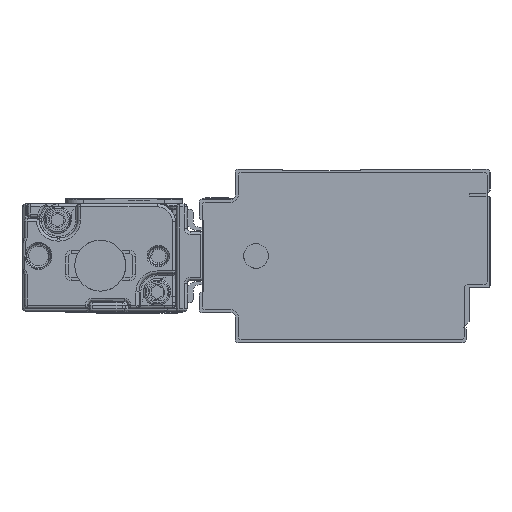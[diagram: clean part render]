
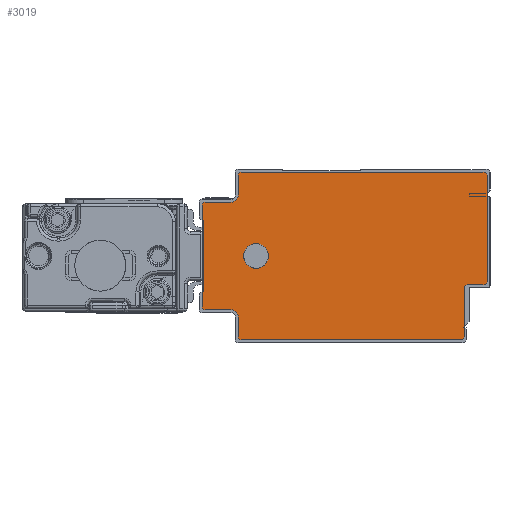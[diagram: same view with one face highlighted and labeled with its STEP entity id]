
A CAD part, left-side view. The second image highlights one B-rep face of the part: STEP entity #3019.
In plain terms, the highlighted planar face has unit normal (-1, 0, 0).
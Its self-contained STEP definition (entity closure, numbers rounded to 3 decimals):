
#1443=AXIS2_PLACEMENT_3D('Circle Axis2P3D',#1441,#1442,$) ;
#1481=AXIS2_PLACEMENT_3D('Circle Axis2P3D',#1479,#1480,$) ;
#1519=AXIS2_PLACEMENT_3D('Circle Axis2P3D',#1517,#1518,$) ;
#1557=AXIS2_PLACEMENT_3D('Circle Axis2P3D',#1555,#1556,$) ;
#2902=AXIS2_PLACEMENT_3D('Plane Axis2P3D',#2899,#2900,#2901) ;
#2906=AXIS2_PLACEMENT_3D('Circle Axis2P3D',#2904,#2905,$) ;
#2920=AXIS2_PLACEMENT_3D('Circle Axis2P3D',#2918,#2919,$) ;
#2934=AXIS2_PLACEMENT_3D('Circle Axis2P3D',#2932,#2933,$) ;
#2948=AXIS2_PLACEMENT_3D('Circle Axis2P3D',#2946,#2947,$) ;
#2962=AXIS2_PLACEMENT_3D('Circle Axis2P3D',#2960,#2961,$) ;
#2976=AXIS2_PLACEMENT_3D('Circle Axis2P3D',#2974,#2975,$) ;
#3003=AXIS2_PLACEMENT_3D('Circle Axis2P3D',#3001,#3002,$) ;
#3012=AXIS2_PLACEMENT_3D('Circle Axis2P3D',#3010,#3011,$) ;
#1399=CARTESIAN_POINT('Line Origine',(-775.5,44.,14.5)) ;
#1403=CARTESIAN_POINT('Vertex',(-775.5,44.,6.)) ;
#1405=CARTESIAN_POINT('Vertex',(-775.5,44.,23.)) ;
#1441=CARTESIAN_POINT('Axis2P3D Location',(-775.5,43.5,23.)) ;
#1445=CARTESIAN_POINT('Vertex',(-775.5,43.5,23.5)) ;
#1460=CARTESIAN_POINT('Line Origine',(-775.5,41.25,23.5)) ;
#1464=CARTESIAN_POINT('Vertex',(-775.5,39.,23.5)) ;
#1479=CARTESIAN_POINT('Axis2P3D Location',(-775.5,39.,24.5)) ;
#1483=CARTESIAN_POINT('Vertex',(-775.5,38.,24.5)) ;
#1498=CARTESIAN_POINT('Line Origine',(-775.5,38.,26.25)) ;
#1502=CARTESIAN_POINT('Vertex',(-775.5,38.,28.)) ;
#1517=CARTESIAN_POINT('Axis2P3D Location',(-775.5,37.5,28.)) ;
#1521=CARTESIAN_POINT('Vertex',(-775.5,37.5,28.5)) ;
#1536=CARTESIAN_POINT('Line Origine',(-775.5,17.25,28.5)) ;
#1540=CARTESIAN_POINT('Vertex',(-775.5,-3.,28.5)) ;
#1555=CARTESIAN_POINT('Axis2P3D Location',(-775.5,-3.,28.)) ;
#1559=CARTESIAN_POINT('Vertex',(-775.5,-3.5,28.)) ;
#1574=CARTESIAN_POINT('Line Origine',(-775.5,-3.5,19.1)) ;
#1578=CARTESIAN_POINT('Vertex',(-775.5,-3.5,10.2)) ;
#2899=CARTESIAN_POINT('Axis2P3D Location',(-775.5,0.,0.)) ;
#2904=CARTESIAN_POINT('Axis2P3D Location',(-775.5,43.5,6.)) ;
#2908=CARTESIAN_POINT('Vertex',(-775.5,43.5,5.5)) ;
#2911=CARTESIAN_POINT('Line Origine',(-775.5,41.25,5.5)) ;
#2915=CARTESIAN_POINT('Vertex',(-775.5,39.,5.5)) ;
#2918=CARTESIAN_POINT('Axis2P3D Location',(-775.5,39.,4.5)) ;
#2922=CARTESIAN_POINT('Vertex',(-775.5,38.,4.5)) ;
#2925=CARTESIAN_POINT('Line Origine',(-775.5,38.,2.75)) ;
#2929=CARTESIAN_POINT('Vertex',(-775.5,38.,1.)) ;
#2932=CARTESIAN_POINT('Axis2P3D Location',(-775.5,37.5,1.)) ;
#2936=CARTESIAN_POINT('Vertex',(-775.5,37.5,0.5)) ;
#2939=CARTESIAN_POINT('Line Origine',(-775.5,19.15,0.5)) ;
#2943=CARTESIAN_POINT('Vertex',(-775.5,0.8,0.5)) ;
#2946=CARTESIAN_POINT('Axis2P3D Location',(-775.5,0.8,1.)) ;
#2950=CARTESIAN_POINT('Vertex',(-775.5,0.3,1.)) ;
#2953=CARTESIAN_POINT('Line Origine',(-775.5,0.3,5.1)) ;
#2957=CARTESIAN_POINT('Vertex',(-775.5,0.3,9.2)) ;
#2960=CARTESIAN_POINT('Axis2P3D Location',(-775.5,-0.2,9.2)) ;
#2964=CARTESIAN_POINT('Vertex',(-775.5,-0.2,9.7)) ;
#2967=CARTESIAN_POINT('Line Origine',(-775.5,-1.6,9.7)) ;
#2971=CARTESIAN_POINT('Vertex',(-775.5,-3.,9.7)) ;
#2974=CARTESIAN_POINT('Axis2P3D Location',(-775.5,-3.,10.2)) ;
#3001=CARTESIAN_POINT('Axis2P3D Location',(-775.5,35.,14.5)) ;
#3005=CARTESIAN_POINT('Vertex',(-775.5,33.186,13.509)) ;
#3007=CARTESIAN_POINT('Vertex',(-775.5,36.814,15.491)) ;
#3010=CARTESIAN_POINT('Axis2P3D Location',(-775.5,35.,14.5)) ;
#1400=DIRECTION('Vector Direction',(0.,0.,1.)) ;
#1442=DIRECTION('Axis2P3D Direction',(1.,0.,0.)) ;
#1461=DIRECTION('Vector Direction',(0.,1.,0.)) ;
#1480=DIRECTION('Axis2P3D Direction',(1.,0.,0.)) ;
#1499=DIRECTION('Vector Direction',(0.,0.,1.)) ;
#1518=DIRECTION('Axis2P3D Direction',(1.,0.,0.)) ;
#1537=DIRECTION('Vector Direction',(0.,1.,0.)) ;
#1556=DIRECTION('Axis2P3D Direction',(1.,0.,-0.)) ;
#1575=DIRECTION('Vector Direction',(0.,0.,-1.)) ;
#2900=DIRECTION('Axis2P3D Direction',(1.,0.,0.)) ;
#2901=DIRECTION('Axis2P3D XDirection',(0.,1.,0.)) ;
#2905=DIRECTION('Axis2P3D Direction',(1.,0.,0.)) ;
#2912=DIRECTION('Vector Direction',(0.,-1.,0.)) ;
#2919=DIRECTION('Axis2P3D Direction',(1.,0.,0.)) ;
#2926=DIRECTION('Vector Direction',(0.,0.,1.)) ;
#2933=DIRECTION('Axis2P3D Direction',(1.,0.,0.)) ;
#2940=DIRECTION('Vector Direction',(0.,-1.,0.)) ;
#2947=DIRECTION('Axis2P3D Direction',(1.,0.,0.)) ;
#2954=DIRECTION('Vector Direction',(0.,0.,-1.)) ;
#2961=DIRECTION('Axis2P3D Direction',(1.,0.,0.)) ;
#2968=DIRECTION('Vector Direction',(0.,1.,0.)) ;
#2975=DIRECTION('Axis2P3D Direction',(1.,0.,0.)) ;
#3002=DIRECTION('Axis2P3D Direction',(1.,0.,0.)) ;
#3011=DIRECTION('Axis2P3D Direction',(1.,0.,0.)) ;
#1401=VECTOR('Line Direction',#1400,1.) ;
#1462=VECTOR('Line Direction',#1461,1.) ;
#1500=VECTOR('Line Direction',#1499,1.) ;
#1538=VECTOR('Line Direction',#1537,1.) ;
#1576=VECTOR('Line Direction',#1575,1.) ;
#2913=VECTOR('Line Direction',#2912,1.) ;
#2927=VECTOR('Line Direction',#2926,1.) ;
#2941=VECTOR('Line Direction',#2940,1.) ;
#2955=VECTOR('Line Direction',#2954,1.) ;
#2969=VECTOR('Line Direction',#2968,1.) ;
#2980=ORIENTED_EDGE('',*,*,#1542,.F.) ;
#2981=ORIENTED_EDGE('',*,*,#1523,.F.) ;
#2982=ORIENTED_EDGE('',*,*,#1504,.F.) ;
#2983=ORIENTED_EDGE('',*,*,#1485,.F.) ;
#2984=ORIENTED_EDGE('',*,*,#1466,.F.) ;
#2985=ORIENTED_EDGE('',*,*,#1447,.F.) ;
#2986=ORIENTED_EDGE('',*,*,#1407,.F.) ;
#2987=ORIENTED_EDGE('',*,*,#2910,.F.) ;
#2988=ORIENTED_EDGE('',*,*,#2917,.F.) ;
#2989=ORIENTED_EDGE('',*,*,#2924,.F.) ;
#2990=ORIENTED_EDGE('',*,*,#2931,.F.) ;
#2991=ORIENTED_EDGE('',*,*,#2938,.F.) ;
#2992=ORIENTED_EDGE('',*,*,#2945,.F.) ;
#2993=ORIENTED_EDGE('',*,*,#2952,.F.) ;
#2994=ORIENTED_EDGE('',*,*,#2959,.F.) ;
#2995=ORIENTED_EDGE('',*,*,#2966,.F.) ;
#2996=ORIENTED_EDGE('',*,*,#2973,.F.) ;
#2997=ORIENTED_EDGE('',*,*,#2978,.F.) ;
#2998=ORIENTED_EDGE('',*,*,#1580,.F.) ;
#2999=ORIENTED_EDGE('',*,*,#1561,.F.) ;
#3016=ORIENTED_EDGE('',*,*,#3009,.T.) ;
#3017=ORIENTED_EDGE('',*,*,#3014,.T.) ;
#3018=FACE_BOUND('',#3015,.T.) ;
#3019=ADVANCED_FACE('\X2\FF8EFF9EFF83FF9EFF68FF70\X0\.2',(#3000,#3018),#2903,.F.) ;
#1444=CIRCLE('generated circle',#1443,0.5) ;
#1482=CIRCLE('generated circle',#1481,1.) ;
#1520=CIRCLE('generated circle',#1519,0.5) ;
#1558=CIRCLE('generated circle',#1557,0.5) ;
#2907=CIRCLE('generated circle',#2906,0.5) ;
#2921=CIRCLE('generated circle',#2920,1.) ;
#2935=CIRCLE('generated circle',#2934,0.5) ;
#2949=CIRCLE('generated circle',#2948,0.5) ;
#2963=CIRCLE('generated circle',#2962,0.5) ;
#2977=CIRCLE('generated circle',#2976,0.5) ;
#3004=CIRCLE('generated circle',#3003,2.067) ;
#3013=CIRCLE('generated circle',#3012,2.067) ;
#1407=EDGE_CURVE('',#1404,#1406,#1402,.T.) ;
#1447=EDGE_CURVE('',#1406,#1446,#1444,.T.) ;
#1466=EDGE_CURVE('',#1446,#1465,#1463,.F.) ;
#1485=EDGE_CURVE('',#1465,#1484,#1482,.F.) ;
#1504=EDGE_CURVE('',#1484,#1503,#1501,.T.) ;
#1523=EDGE_CURVE('',#1503,#1522,#1520,.T.) ;
#1542=EDGE_CURVE('',#1522,#1541,#1539,.F.) ;
#1561=EDGE_CURVE('',#1541,#1560,#1558,.T.) ;
#1580=EDGE_CURVE('',#1560,#1579,#1577,.T.) ;
#2910=EDGE_CURVE('',#2909,#1404,#2907,.T.) ;
#2917=EDGE_CURVE('',#2916,#2909,#2914,.F.) ;
#2924=EDGE_CURVE('',#2923,#2916,#2921,.F.) ;
#2931=EDGE_CURVE('',#2930,#2923,#2928,.T.) ;
#2938=EDGE_CURVE('',#2937,#2930,#2935,.T.) ;
#2945=EDGE_CURVE('',#2944,#2937,#2942,.F.) ;
#2952=EDGE_CURVE('',#2951,#2944,#2949,.T.) ;
#2959=EDGE_CURVE('',#2958,#2951,#2956,.T.) ;
#2966=EDGE_CURVE('',#2965,#2958,#2963,.F.) ;
#2973=EDGE_CURVE('',#2972,#2965,#2970,.T.) ;
#2978=EDGE_CURVE('',#1579,#2972,#2977,.T.) ;
#3009=EDGE_CURVE('',#3006,#3008,#3004,.T.) ;
#3014=EDGE_CURVE('',#3008,#3006,#3013,.T.) ;
#2979=EDGE_LOOP('',(#2980,#2981,#2982,#2983,#2984,#2985,#2986,#2987,#2988,#2989,#2990,#2991,#2992,#2993,#2994,#2995,#2996,#2997,#2998,#2999)) ;
#3015=EDGE_LOOP('',(#3016,#3017)) ;
#3000=FACE_OUTER_BOUND('',#2979,.T.) ;
#1402=LINE('Line',#1399,#1401) ;
#1463=LINE('Line',#1460,#1462) ;
#1501=LINE('Line',#1498,#1500) ;
#1539=LINE('Line',#1536,#1538) ;
#1577=LINE('Line',#1574,#1576) ;
#2914=LINE('Line',#2911,#2913) ;
#2928=LINE('Line',#2925,#2927) ;
#2942=LINE('Line',#2939,#2941) ;
#2956=LINE('Line',#2953,#2955) ;
#2970=LINE('Line',#2967,#2969) ;
#2903=PLANE('Plane',#2902) ;
#1404=VERTEX_POINT('',#1403) ;
#1406=VERTEX_POINT('',#1405) ;
#1446=VERTEX_POINT('',#1445) ;
#1465=VERTEX_POINT('',#1464) ;
#1484=VERTEX_POINT('',#1483) ;
#1503=VERTEX_POINT('',#1502) ;
#1522=VERTEX_POINT('',#1521) ;
#1541=VERTEX_POINT('',#1540) ;
#1560=VERTEX_POINT('',#1559) ;
#1579=VERTEX_POINT('',#1578) ;
#2909=VERTEX_POINT('',#2908) ;
#2916=VERTEX_POINT('',#2915) ;
#2923=VERTEX_POINT('',#2922) ;
#2930=VERTEX_POINT('',#2929) ;
#2937=VERTEX_POINT('',#2936) ;
#2944=VERTEX_POINT('',#2943) ;
#2951=VERTEX_POINT('',#2950) ;
#2958=VERTEX_POINT('',#2957) ;
#2965=VERTEX_POINT('',#2964) ;
#2972=VERTEX_POINT('',#2971) ;
#3006=VERTEX_POINT('',#3005) ;
#3008=VERTEX_POINT('',#3007) ;
